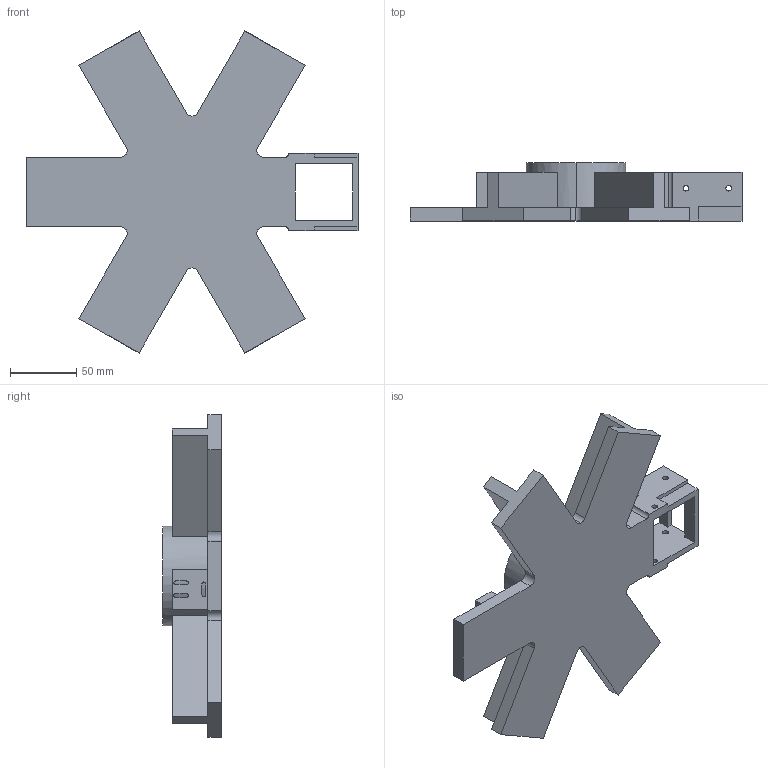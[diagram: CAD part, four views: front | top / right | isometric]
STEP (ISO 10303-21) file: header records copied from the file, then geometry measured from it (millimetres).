
FILE_DESCRIPTION (( 'STEP AP214' ), '1' );
FILE_NAME ('Bottom_Middle.STEP', '2024-08-27T20:28:49', ( '' ), ( '' ), 'SwSTEP 2.0', 'SolidWorks 2024', '' );
FILE_SCHEMA (( 'AUTOMOTIVE_DESIGN' ));
Length unit declared in the file: millimetre
Products named in the file (2): Mittelteil; Bottom_Middle
Assembly tree (1 placements, depth 2):
  Bottom_Middle
    Mittelteil
Bounding box: 250 x 44 x 242.61 mm (x, y, z)
Volume: 512912.5 mm3; surface area: 125291.4 mm2
Topology: 1 solids, 1 shells, 119 faces, 351 edges, 234 vertices
Faces by surface type: plane 80, cylinder 39
Entity records: 4090 total; most frequent: CARTESIAN_POINT 708, ORIENTED_EDGE 702, DIRECTION 687, EDGE_CURVE 351, VECTOR 261, LINE 261, VERTEX_POINT 234, AXIS2_PLACEMENT_3D 213
